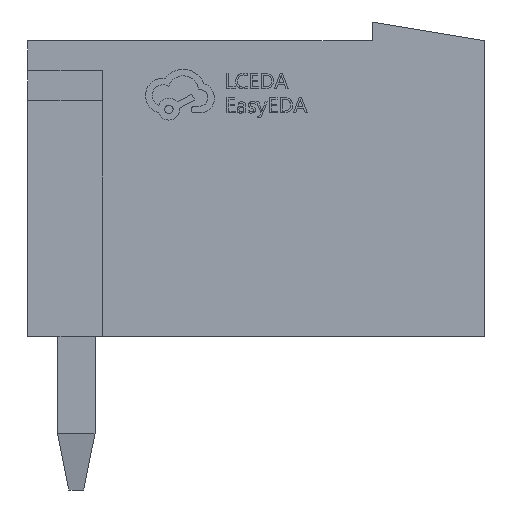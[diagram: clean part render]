
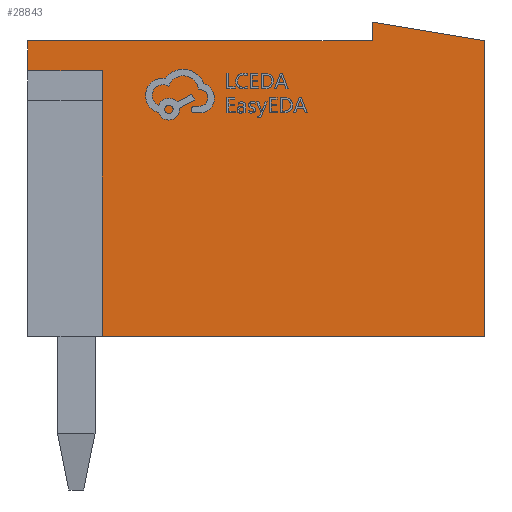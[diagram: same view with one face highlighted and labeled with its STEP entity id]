
A CAD part, left-side view. The second image highlights one B-rep face of the part: STEP entity #28843.
In plain terms, the highlighted planar face has unit normal (-1, 0, 0).
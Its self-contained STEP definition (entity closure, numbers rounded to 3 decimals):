
#638 = VERTEX_POINT('',#639);
#639 = CARTESIAN_POINT('',(-10.96,-10.874,7.8
    ));
#645 = EDGE_CURVE('',#638,#646,#648,.T.);
#646 = VERTEX_POINT('',#647);
#647 = CARTESIAN_POINT('',(-10.96,-10.874,
    -0.1));
#648 = LINE('',#649,#650);
#649 = CARTESIAN_POINT('',(-10.96,-10.874,
    -0.1));
#650 = VECTOR('',#651,1.);
#651 = DIRECTION('',(0.,0.,-1.));
#2122 = EDGE_CURVE('',#646,#2123,#2125,.T.);
#2123 = VERTEX_POINT('',#2124);
#2124 = CARTESIAN_POINT('',(-10.96,-0.674,
    -0.1));
#2125 = LINE('',#2126,#2127);
#2126 = CARTESIAN_POINT('',(-10.96,-4.774,
    -0.1));
#2127 = VECTOR('',#2128,1.);
#2128 = DIRECTION('',(0.,1.,0.));
#6177 = VERTEX_POINT('',#6178);
#6178 = CARTESIAN_POINT('',(-10.96,1.326,7.
    ));
#6184 = EDGE_CURVE('',#6177,#6185,#6187,.T.);
#6185 = VERTEX_POINT('',#6186);
#6186 = CARTESIAN_POINT('',(-10.96,1.326,
    7.8));
#6187 = LINE('',#6188,#6189);
#6188 = CARTESIAN_POINT('',(-10.96,1.326,
    -0.1));
#6189 = VECTOR('',#6190,1.);
#6190 = DIRECTION('',(0.,0.,1.));
#6363 = EDGE_CURVE('',#6185,#6364,#6366,.T.);
#6364 = VERTEX_POINT('',#6365);
#6365 = CARTESIAN_POINT('',(-10.96,-7.874,
    7.8));
#6366 = LINE('',#6367,#6368);
#6367 = CARTESIAN_POINT('',(-10.96,-4.774,
    7.8));
#6368 = VECTOR('',#6369,1.);
#6369 = DIRECTION('',(0.,-1.,0.));
#6394 = EDGE_CURVE('',#6364,#6395,#6397,.T.);
#6395 = VERTEX_POINT('',#6396);
#6396 = CARTESIAN_POINT('',(-10.96,-7.874,
    8.3));
#6397 = LINE('',#6398,#6399);
#6398 = CARTESIAN_POINT('',(-10.96,-7.874,
    -0.1));
#6399 = VECTOR('',#6400,1.);
#6400 = DIRECTION('',(0.,0.,1.));
#6488 = EDGE_CURVE('',#6395,#638,#6489,.T.);
#6489 = LINE('',#6490,#6491);
#6490 = CARTESIAN_POINT('',(-10.96,-6.22,
    8.576));
#6491 = VECTOR('',#6492,1.);
#6492 = DIRECTION('',(0.,-0.986,-0.164));
#23424 = VERTEX_POINT('',#23425);
#23425 = CARTESIAN_POINT('',(-10.96,-0.674,
    7.));
#23431 = EDGE_CURVE('',#23424,#6177,#23432,.T.);
#23432 = LINE('',#23433,#23434);
#23433 = CARTESIAN_POINT('',(-10.96,-4.774,
    7.));
#23434 = VECTOR('',#23435,1.);
#23435 = DIRECTION('',(0.,1.,0.));
#23490 = EDGE_CURVE('',#2123,#23424,#23491,.T.);
#23491 = LINE('',#23492,#23493);
#23492 = CARTESIAN_POINT('',(-10.96,-0.674,
    -0.1));
#23493 = VECTOR('',#23494,1.);
#23494 = DIRECTION('',(0.,0.,1.));
#28843 = ADVANCED_FACE('',(#28844),#28854,.F.);
#28844 = FACE_BOUND('',#28845,.T.);
#28845 = EDGE_LOOP('',(#28846,#28847,#28848,#28849,#28850,#28851,#28852,
    #28853));
#28846 = ORIENTED_EDGE('',*,*,#645,.F.);
#28847 = ORIENTED_EDGE('',*,*,#6488,.F.);
#28848 = ORIENTED_EDGE('',*,*,#6394,.F.);
#28849 = ORIENTED_EDGE('',*,*,#6363,.F.);
#28850 = ORIENTED_EDGE('',*,*,#6184,.F.);
#28851 = ORIENTED_EDGE('',*,*,#23431,.F.);
#28852 = ORIENTED_EDGE('',*,*,#23490,.F.);
#28853 = ORIENTED_EDGE('',*,*,#2122,.F.);
#28854 = PLANE('',#28855);
#28855 = AXIS2_PLACEMENT_3D('',#28856,#28857,#28858);
#28856 = CARTESIAN_POINT('',(-10.96,-4.774,
    -0.1));
#28857 = DIRECTION('',(1.,0.,0.));
#28858 = DIRECTION('',(0.,0.,-1.));
